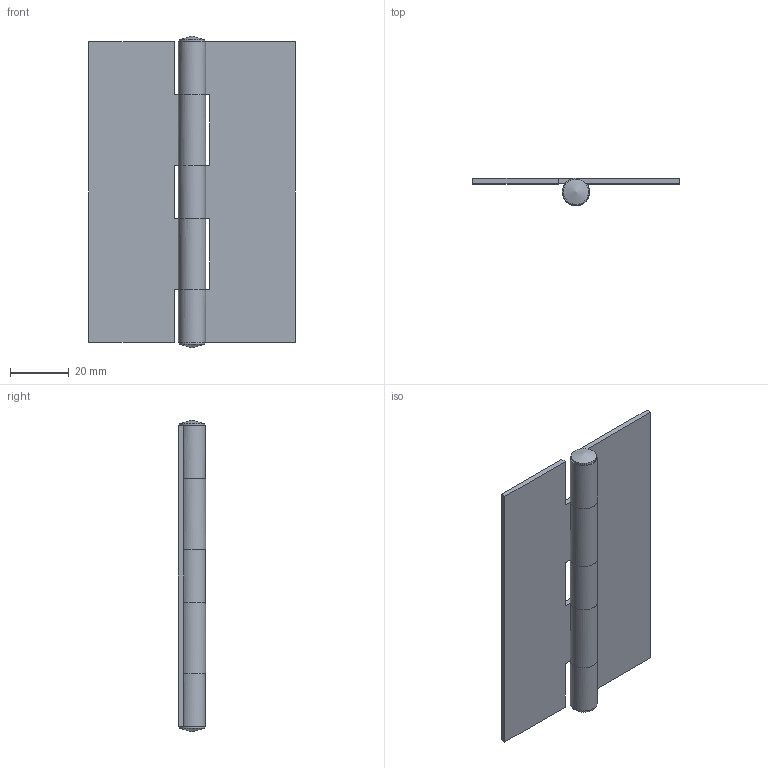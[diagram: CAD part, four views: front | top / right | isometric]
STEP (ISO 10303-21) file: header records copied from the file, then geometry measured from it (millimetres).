
FILE_DESCRIPTION((''),'2;1');
FILE_NAME('','2008-05-01T21:06:52',(''),(''),'','CADfix','');
FILE_SCHEMA(('AUTOMOTIVE_DESIGN { 1 0 10303 214 1 1 1 1 }'));
Length unit declared in the file: millimetre
Bounding box: 70 x 9.2 x 105.6 mm (x, y, z)
Volume: 17998.9 mm3; surface area: 20541.7 mm2
Topology: 4 solids, 4 shells, 52 faces, 146 edges, 104 vertices
Faces by surface type: bspline 52
Entity records: 2255 total; most frequent: CARTESIAN_POINT 1344, ORIENTED_EDGE 292, EDGE_CURVE 146, VERTEX_POINT 104, QUASI_UNIFORM_CURVE 94, EDGE_LOOP 54, FACE_OUTER_BOUND 52, ADVANCED_FACE 52
